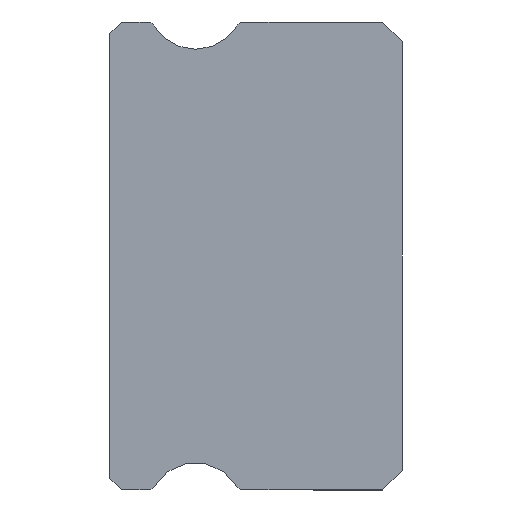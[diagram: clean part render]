
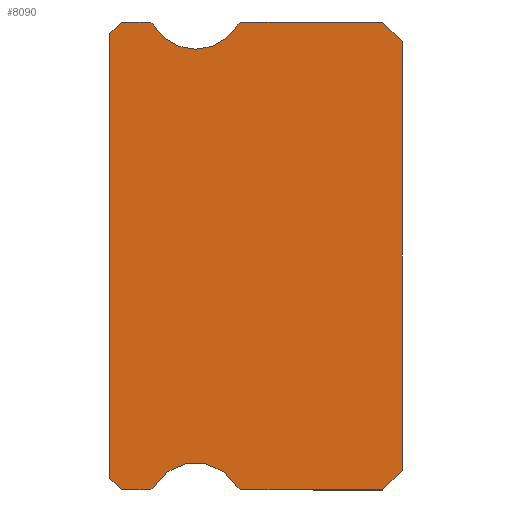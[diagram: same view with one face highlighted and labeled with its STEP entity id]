
A CAD part, left-side view. The second image highlights one B-rep face of the part: STEP entity #8090.
In plain terms, the highlighted planar face has unit normal (-1, 0, 0).
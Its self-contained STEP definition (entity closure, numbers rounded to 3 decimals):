
#24 = DIRECTION ( 'NONE',  ( 0., 0., -1. ) ) ;
#41 = CARTESIAN_POINT ( 'NONE',  ( -15., 4.088, 6. ) ) ;
#112 = VECTOR ( 'NONE', #7076, 1000. ) ;
#168 = FACE_OUTER_BOUND ( 'NONE', #7643, .T. ) ;
#170 = CARTESIAN_POINT ( 'NONE',  ( -15., 7.2, -6. ) ) ;
#228 = CARTESIAN_POINT ( 'NONE',  ( -15., 0., 5.5 ) ) ;
#268 = AXIS2_PLACEMENT_3D ( 'NONE', #6360, #8468, #1950 ) ;
#273 = CARTESIAN_POINT ( 'NONE',  ( -15., 6.512, -6. ) ) ;
#277 = ORIENTED_EDGE ( 'NONE', *, *, #2622, .T. ) ;
#414 = VECTOR ( 'NONE', #6276, 1000. ) ;
#420 = EDGE_CURVE ( 'NONE', #9165, #7050, #2544, .T. ) ;
#454 = VERTEX_POINT ( 'NONE', #41 ) ;
#497 = LINE ( 'NONE', #5447, #8841 ) ;
#529 = AXIS2_PLACEMENT_3D ( 'NONE', #4271, #4847, #9303 ) ;
#598 = VECTOR ( 'NONE', #3300, 1000. ) ;
#630 = CARTESIAN_POINT ( 'NONE',  ( -15., 7.5, -5.7 ) ) ;
#652 = VERTEX_POINT ( 'NONE', #1248 ) ;
#679 = CARTESIAN_POINT ( 'NONE',  ( -15., 4.088, 5.85 ) ) ;
#811 = VERTEX_POINT ( 'NONE', #9186 ) ;
#1003 = VERTEX_POINT ( 'NONE', #630 ) ;
#1111 = LINE ( 'NONE', #5389, #598 ) ;
#1117 = DIRECTION ( 'NONE',  ( 0., 1., 0. ) ) ;
#1123 = CARTESIAN_POINT ( 'NONE',  ( -15., 7.5, 5.85 ) ) ;
#1175 = LINE ( 'NONE', #4070, #414 ) ;
#1192 = LINE ( 'NONE', #228, #8727 ) ;
#1248 = CARTESIAN_POINT ( 'NONE',  ( -15., 6.512, -6. ) ) ;
#1287 = CIRCLE ( 'NONE', #7961, 1.25 ) ;
#1334 = VERTEX_POINT ( 'NONE', #5651 ) ;
#1366 = CIRCLE ( 'NONE', #7430, 0.15 ) ;
#1380 = VERTEX_POINT ( 'NONE', #1767 ) ;
#1472 = CARTESIAN_POINT ( 'NONE',  ( -15., 6.383, 5.925 ) ) ;
#1590 = CARTESIAN_POINT ( 'NONE',  ( -15., 0., -5.5 ) ) ;
#1599 = VERTEX_POINT ( 'NONE', #170 ) ;
#1608 = ORIENTED_EDGE ( 'NONE', *, *, #2818, .F. ) ;
#1656 = ORIENTED_EDGE ( 'NONE', *, *, #5078, .T. ) ;
#1767 = CARTESIAN_POINT ( 'NONE',  ( -15., 4.088, -6. ) ) ;
#1920 = CIRCLE ( 'NONE', #529, 0.15 ) ;
#1950 = DIRECTION ( 'NONE',  ( 0., 0., -1. ) ) ;
#2053 = ORIENTED_EDGE ( 'NONE', *, *, #9345, .F. ) ;
#2087 = DIRECTION ( 'NONE',  ( 1., 0., 0. ) ) ;
#2276 = DIRECTION ( 'NONE',  ( -1., 0., 0. ) ) ;
#2305 = DIRECTION ( 'NONE',  ( -1., 0., 0. ) ) ;
#2334 = CARTESIAN_POINT ( 'NONE',  ( -15., 0.5, 6. ) ) ;
#2544 = CIRCLE ( 'NONE', #5119, 1.25 ) ;
#2622 = EDGE_CURVE ( 'NONE', #1334, #2808, #3729, .T. ) ;
#2630 = CARTESIAN_POINT ( 'NONE',  ( -15., 7.2, 6. ) ) ;
#2808 = VERTEX_POINT ( 'NONE', #2630 ) ;
#2818 = EDGE_CURVE ( 'NONE', #7050, #2840, #1287, .T. ) ;
#2827 = ORIENTED_EDGE ( 'NONE', *, *, #420, .F. ) ;
#2839 = CARTESIAN_POINT ( 'NONE',  ( -15., 5.3, -6.55 ) ) ;
#2840 = VERTEX_POINT ( 'NONE', #4813 ) ;
#2858 = ORIENTED_EDGE ( 'NONE', *, *, #9450, .F. ) ;
#2928 = DIRECTION ( 'NONE',  ( 0., 0., -1. ) ) ;
#3107 = EDGE_CURVE ( 'NONE', #7752, #652, #1920, .T. ) ;
#3156 = LINE ( 'NONE', #8785, #8490 ) ;
#3222 = CARTESIAN_POINT ( 'NONE',  ( -15., 7.5, 5.7 ) ) ;
#3300 = DIRECTION ( 'NONE',  ( 0., -0.707, -0.707 ) ) ;
#3400 = CARTESIAN_POINT ( 'NONE',  ( -15., 0.5, -6. ) ) ;
#3454 = CARTESIAN_POINT ( 'NONE',  ( -15., 5.3, 6.55 ) ) ;
#3467 = VECTOR ( 'NONE', #5461, 1000. ) ;
#3529 = CARTESIAN_POINT ( 'NONE',  ( -15., 0., 5.5 ) ) ;
#3571 = ORIENTED_EDGE ( 'NONE', *, *, #5825, .F. ) ;
#3608 = AXIS2_PLACEMENT_3D ( 'NONE', #2839, #2276, #2928 ) ;
#3648 = CARTESIAN_POINT ( 'NONE',  ( -15., 6.512, 5.85 ) ) ;
#3729 = LINE ( 'NONE', #6631, #8910 ) ;
#3991 = ORIENTED_EDGE ( 'NONE', *, *, #5213, .F. ) ;
#4001 = EDGE_CURVE ( 'NONE', #6269, #6486, #9097, .T. ) ;
#4070 = CARTESIAN_POINT ( 'NONE',  ( -15., 6.512, 6. ) ) ;
#4148 = CARTESIAN_POINT ( 'NONE',  ( -15., 6.512, 5.85 ) ) ;
#4271 = CARTESIAN_POINT ( 'NONE',  ( -15., 6.512, -5.85 ) ) ;
#4297 = DIRECTION ( 'NONE',  ( 0., 0., -1. ) ) ;
#4365 = PLANE ( 'NONE',  #6496 ) ;
#4743 = EDGE_CURVE ( 'NONE', #6486, #1380, #3156, .T. ) ;
#4813 = CARTESIAN_POINT ( 'NONE',  ( -15., 4.217, 5.925 ) ) ;
#4847 = DIRECTION ( 'NONE',  ( 1., 0., 0. ) ) ;
#5078 = EDGE_CURVE ( 'NONE', #2808, #9249, #8962, .T. ) ;
#5119 = AXIS2_PLACEMENT_3D ( 'NONE', #3454, #2305, #8836 ) ;
#5125 = VECTOR ( 'NONE', #8374, 1000. ) ;
#5179 = CARTESIAN_POINT ( 'NONE',  ( -15., 6.383, -5.925 ) ) ;
#5213 = EDGE_CURVE ( 'NONE', #1003, #9249, #9251, .T. ) ;
#5389 = CARTESIAN_POINT ( 'NONE',  ( -15., 0.5, 6. ) ) ;
#5446 = CARTESIAN_POINT ( 'NONE',  ( -15., 0., -5.5 ) ) ;
#5447 = CARTESIAN_POINT ( 'NONE',  ( -15., 7.2, -6. ) ) ;
#5461 = DIRECTION ( 'NONE',  ( 0., -1., 0. ) ) ;
#5531 = VECTOR ( 'NONE', #8366, 1000. ) ;
#5651 = CARTESIAN_POINT ( 'NONE',  ( -15., 6.512, 6. ) ) ;
#5723 = EDGE_CURVE ( 'NONE', #9118, #7543, #1111, .T. ) ;
#5825 = EDGE_CURVE ( 'NONE', #1334, #9165, #1366, .T. ) ;
#5880 = DIRECTION ( 'NONE',  ( 1., 0., 0. ) ) ;
#5907 = DIRECTION ( 'NONE',  ( 0., 1., 0. ) ) ;
#6035 = CARTESIAN_POINT ( 'NONE',  ( -15., 7.5, 5.7 ) ) ;
#6210 = ORIENTED_EDGE ( 'NONE', *, *, #8311, .F. ) ;
#6269 = VERTEX_POINT ( 'NONE', #1590 ) ;
#6276 = DIRECTION ( 'NONE',  ( 0., -1., 0. ) ) ;
#6360 = CARTESIAN_POINT ( 'NONE',  ( -15., 4.088, -5.85 ) ) ;
#6361 = CIRCLE ( 'NONE', #268, 0.15 ) ;
#6486 = VERTEX_POINT ( 'NONE', #3400 ) ;
#6488 = DIRECTION ( 'NONE',  ( 0., 0., -1. ) ) ;
#6496 = AXIS2_PLACEMENT_3D ( 'NONE', #3648, #5880, #24 ) ;
#6631 = CARTESIAN_POINT ( 'NONE',  ( -15., 7.2, 6. ) ) ;
#6792 = EDGE_CURVE ( 'NONE', #1003, #1599, #497, .T. ) ;
#6840 = ORIENTED_EDGE ( 'NONE', *, *, #6896, .F. ) ;
#6896 = EDGE_CURVE ( 'NONE', #2840, #454, #7910, .T. ) ;
#6970 = ORIENTED_EDGE ( 'NONE', *, *, #4001, .F. ) ;
#7050 = VERTEX_POINT ( 'NONE', #7314 ) ;
#7076 = DIRECTION ( 'NONE',  ( 0., 0., 1. ) ) ;
#7314 = CARTESIAN_POINT ( 'NONE',  ( -15., 5.3, 5.3 ) ) ;
#7430 = AXIS2_PLACEMENT_3D ( 'NONE', #4148, #2087, #4297 ) ;
#7543 = VERTEX_POINT ( 'NONE', #3529 ) ;
#7643 = EDGE_LOOP ( 'NONE', ( #1656, #3991, #8914, #7738, #9270, #2858, #6210, #8182, #6970, #8475, #8085, #2053, #6840, #1608, #2827, #3571, #277 ) ) ;
#7738 = ORIENTED_EDGE ( 'NONE', *, *, #7918, .T. ) ;
#7752 = VERTEX_POINT ( 'NONE', #5179 ) ;
#7800 = DIRECTION ( 'NONE',  ( 0., 0., -1. ) ) ;
#7868 = CIRCLE ( 'NONE', #3608, 1.25 ) ;
#7910 = CIRCLE ( 'NONE', #8689, 0.15 ) ;
#7918 = EDGE_CURVE ( 'NONE', #1599, #652, #9067, .T. ) ;
#7961 = AXIS2_PLACEMENT_3D ( 'NONE', #8583, #8437, #7800 ) ;
#7967 = DIRECTION ( 'NONE',  ( 1., 0., 0. ) ) ;
#8085 = ORIENTED_EDGE ( 'NONE', *, *, #5723, .F. ) ;
#8090 = ADVANCED_FACE ( 'NONE', ( #168 ), #4365, .F. ) ;
#8182 = ORIENTED_EDGE ( 'NONE', *, *, #4743, .F. ) ;
#8311 = EDGE_CURVE ( 'NONE', #1380, #811, #6361, .T. ) ;
#8366 = DIRECTION ( 'NONE',  ( 0., 0.707, -0.707 ) ) ;
#8374 = DIRECTION ( 'NONE',  ( 0., 0.707, -0.707 ) ) ;
#8437 = DIRECTION ( 'NONE',  ( -1., 0., 0. ) ) ;
#8468 = DIRECTION ( 'NONE',  ( 1., 0., 0. ) ) ;
#8475 = ORIENTED_EDGE ( 'NONE', *, *, #9014, .T. ) ;
#8490 = VECTOR ( 'NONE', #5907, 1000. ) ;
#8583 = CARTESIAN_POINT ( 'NONE',  ( -15., 5.3, 6.55 ) ) ;
#8689 = AXIS2_PLACEMENT_3D ( 'NONE', #679, #7967, #6488 ) ;
#8727 = VECTOR ( 'NONE', #9211, 1000. ) ;
#8785 = CARTESIAN_POINT ( 'NONE',  ( -15., 6.512, -6. ) ) ;
#8836 = DIRECTION ( 'NONE',  ( 0., 0., -1. ) ) ;
#8841 = VECTOR ( 'NONE', #9051, 1000. ) ;
#8910 = VECTOR ( 'NONE', #1117, 1000. ) ;
#8914 = ORIENTED_EDGE ( 'NONE', *, *, #6792, .T. ) ;
#8962 = LINE ( 'NONE', #3222, #5125 ) ;
#9014 = EDGE_CURVE ( 'NONE', #6269, #7543, #1192, .T. ) ;
#9051 = DIRECTION ( 'NONE',  ( 0., -0.707, -0.707 ) ) ;
#9067 = LINE ( 'NONE', #273, #3467 ) ;
#9097 = LINE ( 'NONE', #5446, #5531 ) ;
#9118 = VERTEX_POINT ( 'NONE', #2334 ) ;
#9165 = VERTEX_POINT ( 'NONE', #1472 ) ;
#9186 = CARTESIAN_POINT ( 'NONE',  ( -15., 4.217, -5.925 ) ) ;
#9211 = DIRECTION ( 'NONE',  ( 0., 0., 1. ) ) ;
#9249 = VERTEX_POINT ( 'NONE', #6035 ) ;
#9251 = LINE ( 'NONE', #1123, #112 ) ;
#9270 = ORIENTED_EDGE ( 'NONE', *, *, #3107, .F. ) ;
#9303 = DIRECTION ( 'NONE',  ( 0., 0., -1. ) ) ;
#9345 = EDGE_CURVE ( 'NONE', #454, #9118, #1175, .T. ) ;
#9450 = EDGE_CURVE ( 'NONE', #811, #7752, #7868, .T. ) ;
